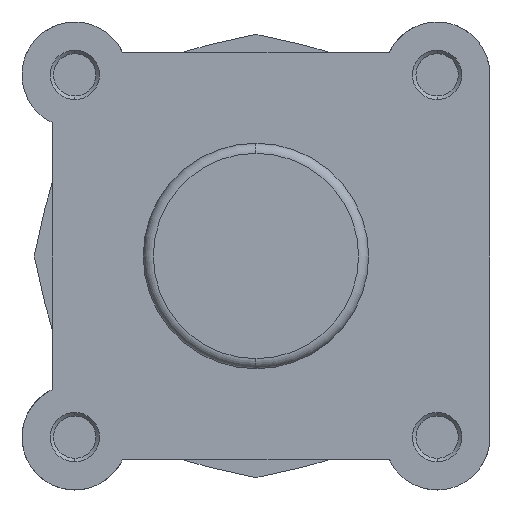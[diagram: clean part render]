
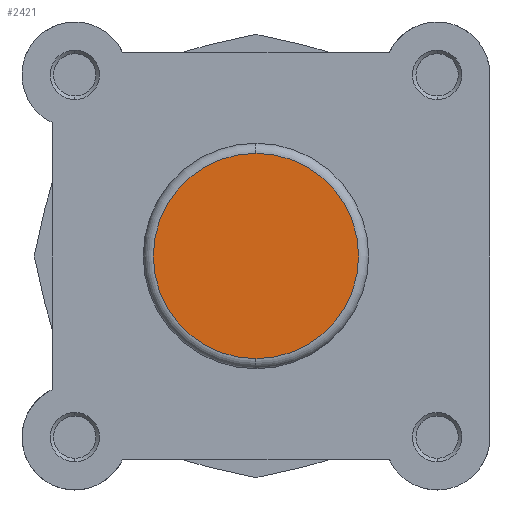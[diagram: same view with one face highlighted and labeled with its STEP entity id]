
A CAD part, left-side view. The second image highlights one B-rep face of the part: STEP entity #2421.
In plain terms, the highlighted planar face has unit normal (-1, 0, 0).
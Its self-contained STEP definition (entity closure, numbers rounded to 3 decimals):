
#409 = EDGE_LOOP ( 'NONE', ( #2129, #2128 ) ) ;
#999 = PLANE ( 'NONE',  #5544 ) ;
#1002 = CARTESIAN_POINT ( 'NONE',  ( 0., 0., 0. ) ) ;
#1012 = DIRECTION ( 'NONE',  ( 1., 0., 0. ) ) ;
#1013 = DIRECTION ( 'NONE',  ( 0., 0., -1. ) ) ;
#1126 = CARTESIAN_POINT ( 'NONE',  ( 0., 0., 0. ) ) ;
#1127 = DIRECTION ( 'NONE',  ( -1., 0., 0. ) ) ;
#1128 = DIRECTION ( 'NONE',  ( 0., 0., -1. ) ) ;
#1199 = CARTESIAN_POINT ( 'NONE',  ( 0., 0., 0. ) ) ;
#1200 = DIRECTION ( 'NONE',  ( -1., 0., 0. ) ) ;
#1201 = DIRECTION ( 'NONE',  ( 0., 0., -1. ) ) ;
#2128 = ORIENTED_EDGE ( 'NONE', *, *, #4310, .T. ) ;
#2129 = ORIENTED_EDGE ( 'NONE', *, *, #4338, .T. ) ;
#2421 = ADVANCED_FACE ( 'NONE', ( #2770 ), #999, .F. ) ;
#2770 = FACE_OUTER_BOUND ( 'NONE', #409, .T. ) ;
#2838 = CIRCLE ( 'NONE', #5573, 20.4 ) ;
#2876 = CIRCLE ( 'NONE', #5589, 20.4 ) ;
#3663 = CARTESIAN_POINT ( 'NONE',  ( 0., 0., -20.4 ) ) ;
#3844 = CARTESIAN_POINT ( 'NONE',  ( 0., 0., 20.4 ) ) ;
#4310 = EDGE_CURVE ( 'NONE', #5187, #4974, #2838, .T. ) ;
#4338 = EDGE_CURVE ( 'NONE', #4974, #5187, #2876, .T. ) ;
#4974 = VERTEX_POINT ( 'NONE', #3663 ) ;
#5187 = VERTEX_POINT ( 'NONE', #3844 ) ;
#5544 = AXIS2_PLACEMENT_3D ( 'NONE', #1002, #1012, #1013 ) ;
#5573 = AXIS2_PLACEMENT_3D ( 'NONE', #1126, #1127, #1128 ) ;
#5589 = AXIS2_PLACEMENT_3D ( 'NONE', #1199, #1200, #1201 ) ;
